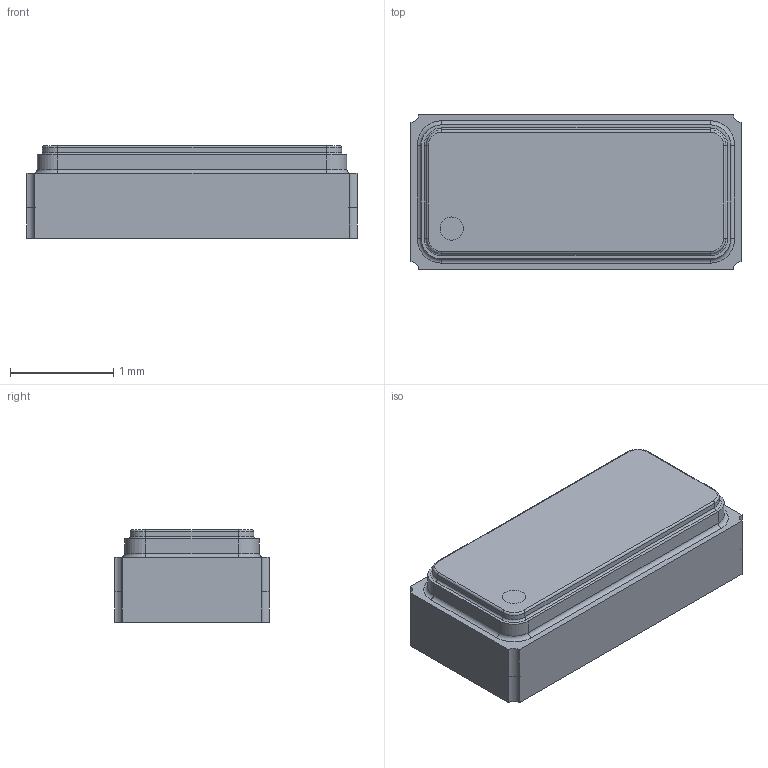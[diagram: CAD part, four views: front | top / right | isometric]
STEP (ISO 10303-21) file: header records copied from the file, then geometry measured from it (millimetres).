
FILE_DESCRIPTION (( 'STEP AP214' ), '1' );
FILE_NAME ('FC-135R 32.7680KA-A3.STEP', '2025-07-23T00:49:35', ( '' ), ( '' ), 'SwSTEP 2.0', 'SolidWorks 2023', '' );
FILE_SCHEMA (( 'AUTOMOTIVE_DESIGN' ));
Length unit declared in the file: millimetre
Products named in the file (1): FC-135R 32.7680KA-A3
Bounding box: 3.2 x 1.5 x 0.9 mm (x, y, z)
Volume: 4 mm3; surface area: 41.2 mm2
Topology: 6 solids, 6 shells, 107 faces, 250 edges, 156 vertices
Faces by surface type: plane 63, cylinder 32, torus 12
Entity records: 4269 total; most frequent: DIRECTION 542, CARTESIAN_POINT 514, ORIENTED_EDGE 500, EDGE_CURVE 250, AXIS2_PLACEMENT_3D 184, LINE 174, VECTOR 174, VERTEX_POINT 156
